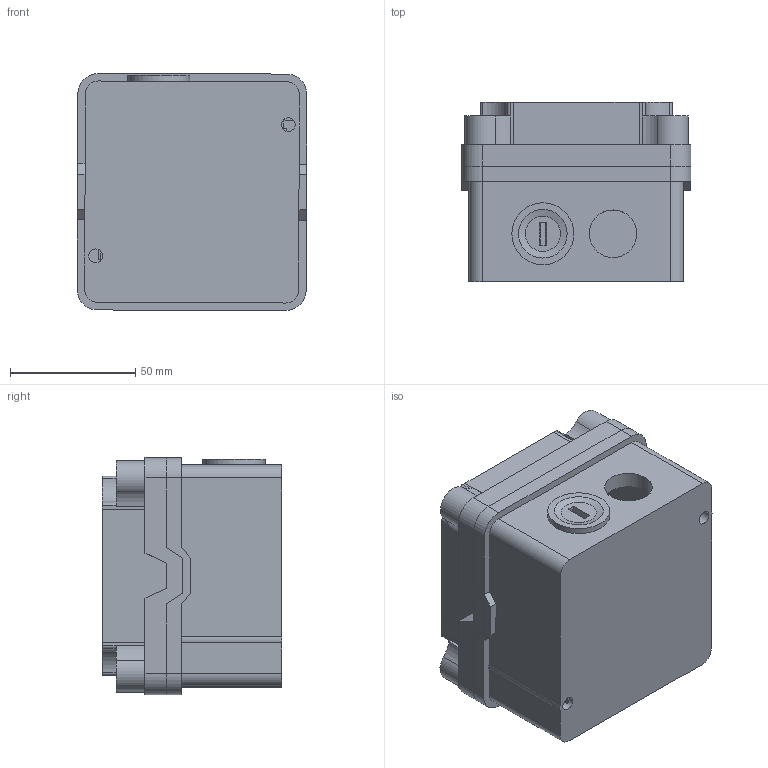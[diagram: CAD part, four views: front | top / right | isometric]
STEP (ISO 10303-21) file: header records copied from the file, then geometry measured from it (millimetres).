
FILE_DESCRIPTION(/* description */ (''),/* implementation_level */ '2;1');
FILE_NAME(/* name */ '2009A13_Assy.stp',/* time_stamp */ '2016-01-13T14:09:42-05:00',/* author */ ('CAD Station'),/* organization */ (''),/* preprocessor_version */ 'ST-DEVELOPER v16.1',/* originating_system */ 'Autodesk Inventor 2016',/* authorisation */ '');
FILE_SCHEMA (('AUTOMOTIVE_DESIGN { 1 0 10303 214 3 1 1 }'));
Length unit declared in the file: millimetre
Products named in the file (8): 2009A13_TOP; 2009A13Bottom; washer; M20; ISO 7045 - M4 x 5 - 4.8 - ZISO; ISO 7045 - M3.5 x 25 - 4.8 - HISO; DIN 125-1 - B 4.3; 2009A13_Assy
Assembly tree (12 placements, depth 2):
  2009A13_Assy
    2009A13_TOP
    2009A13Bottom
    washer
    M20
    ISO 7045 - M4 x 5 - 4.8 - ZISO  x2
    ISO 7045 - M3.5 x 25 - 4.8 - HISO  x4
    DIN 125-1 - B 4.3  x2
Bounding box: 91.6 x 71.5 x 94.56 mm (x, y, z)
Volume: 213435.8 mm3; surface area: 87522.2 mm2
Topology: 12 solids, 12 shells, 493 faces, 1274 edges, 834 vertices
Faces by surface type: plane 246, cylinder 108, cone 90, torus 31, bspline 12, sphere 6
Full cylindrical faces by diameter (mm): 3.175 x4, 3.5 x8, 3.621 x2, 4 x4, 4.3 x2, 5 x4, 5.5 x2, 6 x4, 8 x4, 9 x2, 19 x2, 22 x1, 24.75 x1
Entity records: 11851 total; most frequent: CARTESIAN_POINT 3071, ORIENTED_EDGE 1768, DIRECTION 1762, EDGE_CURVE 884, AXIS2_PLACEMENT_3D 639, VERTEX_POINT 609, LINE 484, VECTOR 484
